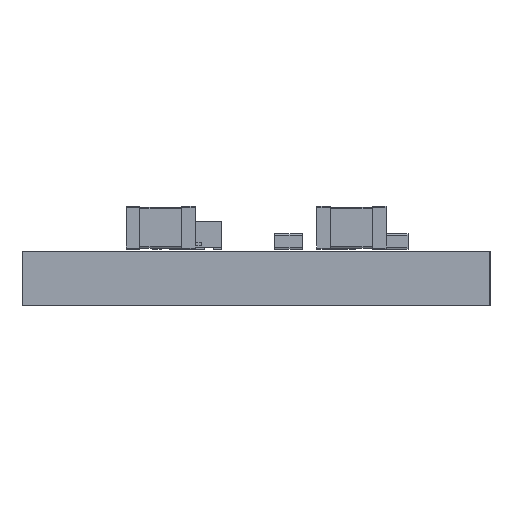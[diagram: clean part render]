
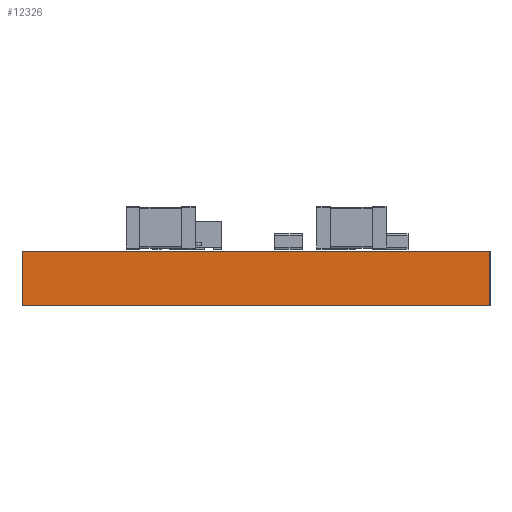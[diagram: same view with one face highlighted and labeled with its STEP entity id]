
A CAD part, left-side view. The second image highlights one B-rep face of the part: STEP entity #12326.
In plain terms, the highlighted planar face has unit normal (-1, 0, 0).
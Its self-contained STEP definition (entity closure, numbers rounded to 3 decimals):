
#12145 = PLANE('',#12146);
#12146 = AXIS2_PLACEMENT_3D('',#12147,#12148,#12149);
#12147 = CARTESIAN_POINT('',(152.,-105.,0.));
#12148 = DIRECTION('',(0.,-1.,0.));
#12149 = DIRECTION('',(-1.,0.,0.));
#12170 = VERTEX_POINT('',#12171);
#12171 = CARTESIAN_POINT('',(130.,-105.,1.58));
#12185 = PLANE('',#12186);
#12186 = AXIS2_PLACEMENT_3D('',#12187,#12188,#12189);
#12187 = CARTESIAN_POINT('',(141.,-98.25,1.58));
#12188 = DIRECTION('',(-0.,-0.,-1.));
#12189 = DIRECTION('',(-1.,0.,0.));
#12197 = EDGE_CURVE('',#12198,#12170,#12200,.T.);
#12198 = VERTEX_POINT('',#12199);
#12199 = CARTESIAN_POINT('',(130.,-105.,0.));
#12200 = SURFACE_CURVE('',#12201,(#12205,#12212),.PCURVE_S1.);
#12201 = LINE('',#12202,#12203);
#12202 = CARTESIAN_POINT('',(130.,-105.,0.));
#12203 = VECTOR('',#12204,1.);
#12204 = DIRECTION('',(0.,0.,1.));
#12205 = PCURVE('',#12145,#12206);
#12206 = DEFINITIONAL_REPRESENTATION('',(#12207),#12211);
#12207 = LINE('',#12208,#12209);
#12208 = CARTESIAN_POINT('',(22.,0.));
#12209 = VECTOR('',#12210,1.);
#12210 = DIRECTION('',(0.,-1.));
#12211 = ( GEOMETRIC_REPRESENTATION_CONTEXT(2) 
PARAMETRIC_REPRESENTATION_CONTEXT() REPRESENTATION_CONTEXT('2D SPACE',''
  ) );
#12212 = PCURVE('',#12213,#12218);
#12213 = PLANE('',#12214);
#12214 = AXIS2_PLACEMENT_3D('',#12215,#12216,#12217);
#12215 = CARTESIAN_POINT('',(130.,-105.,0.));
#12216 = DIRECTION('',(-1.,0.,0.));
#12217 = DIRECTION('',(0.,1.,0.));
#12218 = DEFINITIONAL_REPRESENTATION('',(#12219),#12223);
#12219 = LINE('',#12220,#12221);
#12220 = CARTESIAN_POINT('',(0.,0.));
#12221 = VECTOR('',#12222,1.);
#12222 = DIRECTION('',(0.,-1.));
#12223 = ( GEOMETRIC_REPRESENTATION_CONTEXT(2) 
PARAMETRIC_REPRESENTATION_CONTEXT() REPRESENTATION_CONTEXT('2D SPACE',''
  ) );
#12239 = PLANE('',#12240);
#12240 = AXIS2_PLACEMENT_3D('',#12241,#12242,#12243);
#12241 = CARTESIAN_POINT('',(141.,-98.25,0.));
#12242 = DIRECTION('',(-0.,-0.,-1.));
#12243 = DIRECTION('',(-1.,0.,0.));
#12272 = PLANE('',#12273);
#12273 = AXIS2_PLACEMENT_3D('',#12274,#12275,#12276);
#12274 = CARTESIAN_POINT('',(130.,-91.5,0.));
#12275 = DIRECTION('',(0.,1.,0.));
#12276 = DIRECTION('',(1.,0.,0.));
#12326 = ADVANCED_FACE('',(#12327),#12213,.T.);
#12327 = FACE_BOUND('',#12328,.T.);
#12328 = EDGE_LOOP('',(#12329,#12330,#12353,#12376));
#12329 = ORIENTED_EDGE('',*,*,#12197,.T.);
#12330 = ORIENTED_EDGE('',*,*,#12331,.T.);
#12331 = EDGE_CURVE('',#12170,#12332,#12334,.T.);
#12332 = VERTEX_POINT('',#12333);
#12333 = CARTESIAN_POINT('',(130.,-91.5,1.58));
#12334 = SURFACE_CURVE('',#12335,(#12339,#12346),.PCURVE_S1.);
#12335 = LINE('',#12336,#12337);
#12336 = CARTESIAN_POINT('',(130.,-105.,1.58));
#12337 = VECTOR('',#12338,1.);
#12338 = DIRECTION('',(0.,1.,0.));
#12339 = PCURVE('',#12213,#12340);
#12340 = DEFINITIONAL_REPRESENTATION('',(#12341),#12345);
#12341 = LINE('',#12342,#12343);
#12342 = CARTESIAN_POINT('',(0.,-1.58));
#12343 = VECTOR('',#12344,1.);
#12344 = DIRECTION('',(1.,0.));
#12345 = ( GEOMETRIC_REPRESENTATION_CONTEXT(2) 
PARAMETRIC_REPRESENTATION_CONTEXT() REPRESENTATION_CONTEXT('2D SPACE',''
  ) );
#12346 = PCURVE('',#12185,#12347);
#12347 = DEFINITIONAL_REPRESENTATION('',(#12348),#12352);
#12348 = LINE('',#12349,#12350);
#12349 = CARTESIAN_POINT('',(11.,-6.75));
#12350 = VECTOR('',#12351,1.);
#12351 = DIRECTION('',(0.,1.));
#12352 = ( GEOMETRIC_REPRESENTATION_CONTEXT(2) 
PARAMETRIC_REPRESENTATION_CONTEXT() REPRESENTATION_CONTEXT('2D SPACE',''
  ) );
#12353 = ORIENTED_EDGE('',*,*,#12354,.F.);
#12354 = EDGE_CURVE('',#12355,#12332,#12357,.T.);
#12355 = VERTEX_POINT('',#12356);
#12356 = CARTESIAN_POINT('',(130.,-91.5,0.));
#12357 = SURFACE_CURVE('',#12358,(#12362,#12369),.PCURVE_S1.);
#12358 = LINE('',#12359,#12360);
#12359 = CARTESIAN_POINT('',(130.,-91.5,0.));
#12360 = VECTOR('',#12361,1.);
#12361 = DIRECTION('',(0.,0.,1.));
#12362 = PCURVE('',#12213,#12363);
#12363 = DEFINITIONAL_REPRESENTATION('',(#12364),#12368);
#12364 = LINE('',#12365,#12366);
#12365 = CARTESIAN_POINT('',(13.5,0.));
#12366 = VECTOR('',#12367,1.);
#12367 = DIRECTION('',(0.,-1.));
#12368 = ( GEOMETRIC_REPRESENTATION_CONTEXT(2) 
PARAMETRIC_REPRESENTATION_CONTEXT() REPRESENTATION_CONTEXT('2D SPACE',''
  ) );
#12369 = PCURVE('',#12272,#12370);
#12370 = DEFINITIONAL_REPRESENTATION('',(#12371),#12375);
#12371 = LINE('',#12372,#12373);
#12372 = CARTESIAN_POINT('',(0.,0.));
#12373 = VECTOR('',#12374,1.);
#12374 = DIRECTION('',(0.,-1.));
#12375 = ( GEOMETRIC_REPRESENTATION_CONTEXT(2) 
PARAMETRIC_REPRESENTATION_CONTEXT() REPRESENTATION_CONTEXT('2D SPACE',''
  ) );
#12376 = ORIENTED_EDGE('',*,*,#12377,.F.);
#12377 = EDGE_CURVE('',#12198,#12355,#12378,.T.);
#12378 = SURFACE_CURVE('',#12379,(#12383,#12390),.PCURVE_S1.);
#12379 = LINE('',#12380,#12381);
#12380 = CARTESIAN_POINT('',(130.,-105.,0.));
#12381 = VECTOR('',#12382,1.);
#12382 = DIRECTION('',(0.,1.,0.));
#12383 = PCURVE('',#12213,#12384);
#12384 = DEFINITIONAL_REPRESENTATION('',(#12385),#12389);
#12385 = LINE('',#12386,#12387);
#12386 = CARTESIAN_POINT('',(0.,0.));
#12387 = VECTOR('',#12388,1.);
#12388 = DIRECTION('',(1.,0.));
#12389 = ( GEOMETRIC_REPRESENTATION_CONTEXT(2) 
PARAMETRIC_REPRESENTATION_CONTEXT() REPRESENTATION_CONTEXT('2D SPACE',''
  ) );
#12390 = PCURVE('',#12239,#12391);
#12391 = DEFINITIONAL_REPRESENTATION('',(#12392),#12396);
#12392 = LINE('',#12393,#12394);
#12393 = CARTESIAN_POINT('',(11.,-6.75));
#12394 = VECTOR('',#12395,1.);
#12395 = DIRECTION('',(0.,1.));
#12396 = ( GEOMETRIC_REPRESENTATION_CONTEXT(2) 
PARAMETRIC_REPRESENTATION_CONTEXT() REPRESENTATION_CONTEXT('2D SPACE',''
  ) );
